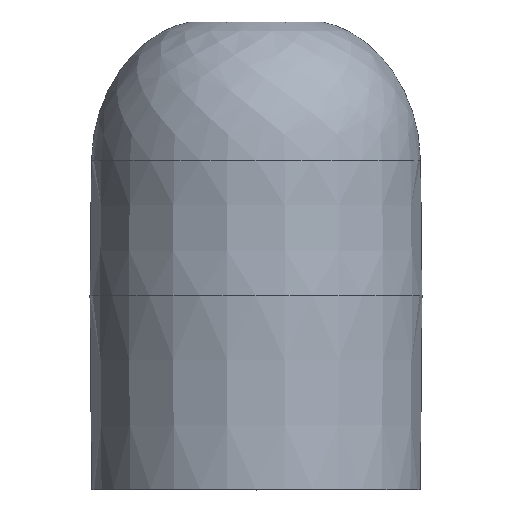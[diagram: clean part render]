
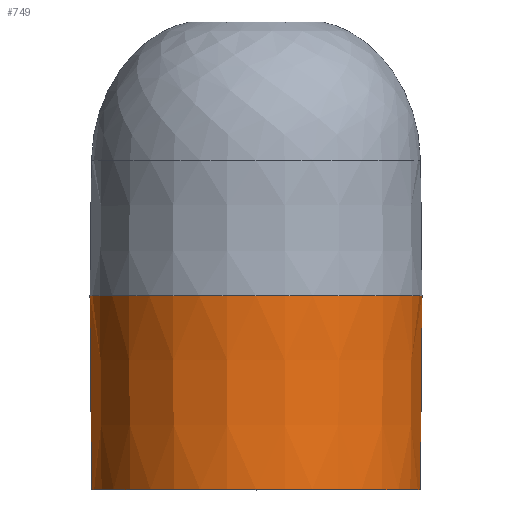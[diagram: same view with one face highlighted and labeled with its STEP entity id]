
A CAD part, top view. The second image highlights one B-rep face of the part: STEP entity #749.
In plain terms, the highlighted conical face has half-angle 0.5 degrees and reference radius 11.939 mm.
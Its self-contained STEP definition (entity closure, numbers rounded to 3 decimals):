
#295=CARTESIAN_POINT('',(0.,0.,0.));
#296=DIRECTION('',(0.,-1.,0.));
#297=DIRECTION('',(1.,0.,0.));
#298=AXIS2_PLACEMENT_3D('',#295,#296,#297);
#300=DIRECTION('',(0.009,1.,0.));
#301=VECTOR('',#300,14.001);
#302=CARTESIAN_POINT('',(11.878,0.,0.));
#303=LINE('',#302,#301);
#304=DIRECTION('',(-0.009,1.,0.));
#305=VECTOR('',#304,14.001);
#306=CARTESIAN_POINT('',(-11.878,0.,0.));
#307=LINE('',#306,#305);
#326=CARTESIAN_POINT('',(0.,14.,0.));
#327=DIRECTION('',(0.,-1.,0.));
#328=DIRECTION('',(1.,0.,0.));
#329=AXIS2_PLACEMENT_3D('',#326,#327,#328);
#487=CARTESIAN_POINT('',(11.878,0.,0.));
#488=CARTESIAN_POINT('',(12.,14.,0.));
#489=VERTEX_POINT('',#487);
#490=VERTEX_POINT('',#488);
#501=CARTESIAN_POINT('',(-11.878,0.,0.));
#502=CARTESIAN_POINT('',(-12.,14.,0.));
#503=VERTEX_POINT('',#501);
#504=VERTEX_POINT('',#502);
#735=CARTESIAN_POINT('',(0.,7.,0.));
#736=DIRECTION('',(0.,1.,0.));
#737=DIRECTION('',(1.,0.,0.));
#738=AXIS2_PLACEMENT_3D('',#735,#736,#737);
#739=CONICAL_SURFACE('',#738,11.939,0.5);
#741=ORIENTED_EDGE('',*,*,#740,.F.);
#742=ORIENTED_EDGE('',*,*,#723,.T.);
#744=ORIENTED_EDGE('',*,*,#743,.T.);
#746=ORIENTED_EDGE('',*,*,#745,.F.);
#747=EDGE_LOOP('',(#741,#742,#744,#746));
#748=FACE_OUTER_BOUND('',#747,.F.);
#299=CIRCLE('',#298,11.878);
#330=CIRCLE('',#329,12.);
#723=EDGE_CURVE('',#489,#503,#299,.T.);
#740=EDGE_CURVE('',#489,#490,#303,.T.);
#743=EDGE_CURVE('',#503,#504,#307,.T.);
#745=EDGE_CURVE('',#490,#504,#330,.T.);
#749=ADVANCED_FACE('',(#748),#739,.T.);
